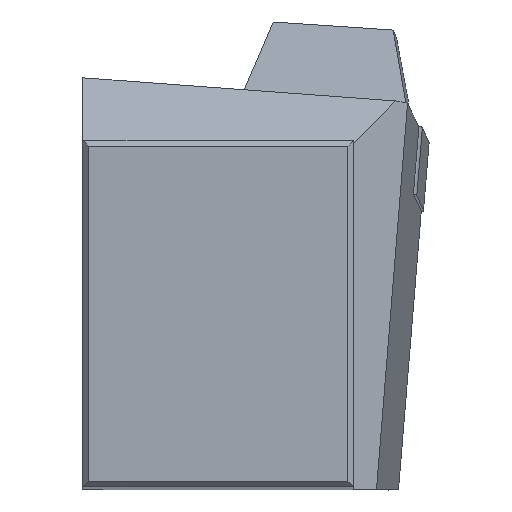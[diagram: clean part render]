
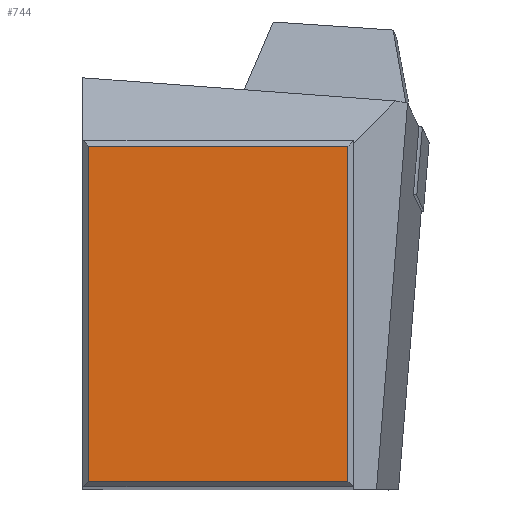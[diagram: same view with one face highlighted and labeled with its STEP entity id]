
A CAD part, top view. The second image highlights one B-rep face of the part: STEP entity #744.
In plain terms, the highlighted planar face has unit normal (0, 0, 1).
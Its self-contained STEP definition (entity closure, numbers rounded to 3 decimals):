
#113=DIRECTION('',(-1.,0.,0.));
#114=VECTOR('',#113,24.);
#115=CARTESIAN_POINT('',(24.5,31.5,0.));
#116=LINE('',#115,#114);
#120=DIRECTION('',(0.,1.,0.));
#121=VECTOR('',#120,31.);
#122=CARTESIAN_POINT('',(24.5,0.5,0.));
#123=LINE('',#122,#121);
#127=DIRECTION('',(1.,0.,0.));
#128=VECTOR('',#127,24.);
#129=CARTESIAN_POINT('',(0.5,0.5,0.));
#130=LINE('',#129,#128);
#134=DIRECTION('',(0.,-1.,0.));
#135=VECTOR('',#134,31.);
#136=CARTESIAN_POINT('',(0.5,31.5,0.));
#137=LINE('',#136,#135);
#649=CARTESIAN_POINT('',(24.5,31.5,0.));
#650=CARTESIAN_POINT('',(0.5,31.5,0.));
#651=VERTEX_POINT('',#649);
#652=VERTEX_POINT('',#650);
#659=CARTESIAN_POINT('',(0.5,0.5,0.));
#660=VERTEX_POINT('',#659);
#663=CARTESIAN_POINT('',(24.5,0.5,0.));
#664=VERTEX_POINT('',#663);
#729=CARTESIAN_POINT('',(0.,0.,0.));
#730=DIRECTION('',(0.,0.,-1.));
#731=DIRECTION('',(0.,1.,0.));
#732=AXIS2_PLACEMENT_3D('',#729,#730,#731);
#733=PLANE('',#732);
#735=ORIENTED_EDGE('',*,*,#734,.F.);
#737=ORIENTED_EDGE('',*,*,#736,.F.);
#739=ORIENTED_EDGE('',*,*,#738,.F.);
#741=ORIENTED_EDGE('',*,*,#740,.F.);
#742=EDGE_LOOP('',(#735,#737,#739,#741));
#743=FACE_OUTER_BOUND('',#742,.F.);
#734=EDGE_CURVE('',#651,#652,#116,.T.);
#736=EDGE_CURVE('',#664,#651,#123,.T.);
#738=EDGE_CURVE('',#660,#664,#130,.T.);
#740=EDGE_CURVE('',#652,#660,#137,.T.);
#744=ADVANCED_FACE('',(#743),#733,.F.);
